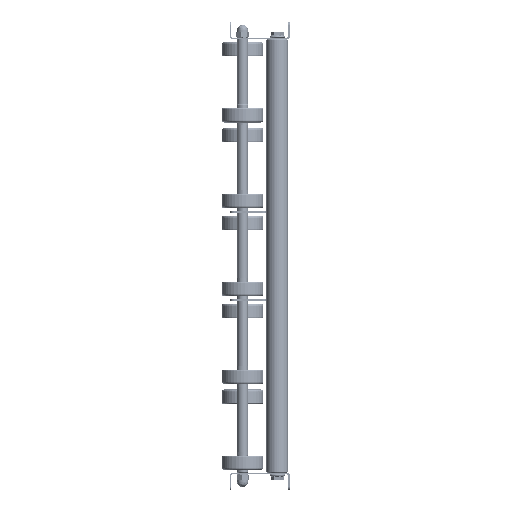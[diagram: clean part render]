
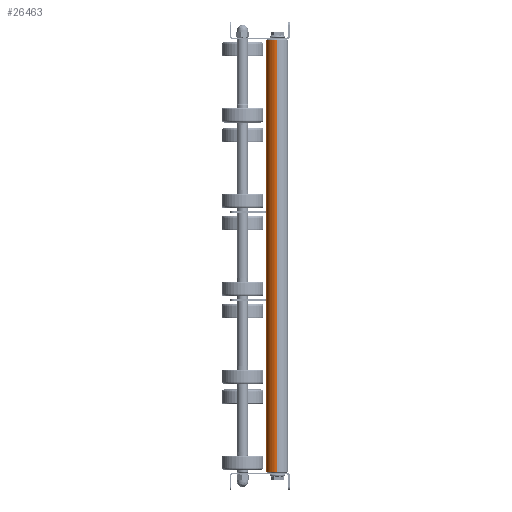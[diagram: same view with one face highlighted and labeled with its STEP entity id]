
A CAD part, left-side view. The second image highlights one B-rep face of the part: STEP entity #26463.
In plain terms, the highlighted cylindrical face has radius 12.5 mm (diameter 25 mm), a partial arc.
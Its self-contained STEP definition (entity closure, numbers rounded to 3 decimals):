
#1260 = EDGE_CURVE ( 'NONE', #22198, #6262, #18874, .T. ) ;
#2140 = ORIENTED_EDGE ( 'NONE', *, *, #1260, .T. ) ;
#2600 = DIRECTION ( 'NONE',  ( 0., 0., -1. ) ) ;
#2803 = CARTESIAN_POINT ( 'NONE',  ( 1., 0., -12.5 ) ) ;
#4608 = CYLINDRICAL_SURFACE ( 'NONE', #27168, 12.5 ) ;
#4967 = DIRECTION ( 'NONE',  ( 1., 0., 0. ) ) ;
#5071 = EDGE_CURVE ( 'NONE', #6262, #9031, #13428, .T. ) ;
#5166 = LINE ( 'NONE', #24455, #30081 ) ;
#5404 = CIRCLE ( 'NONE', #16492, 12.5 ) ;
#6259 = VERTEX_POINT ( 'NONE', #14765 ) ;
#6262 = VERTEX_POINT ( 'NONE', #2803 ) ;
#7497 = CARTESIAN_POINT ( 'NONE',  ( 499., 0., 0. ) ) ;
#9031 = VERTEX_POINT ( 'NONE', #14458 ) ;
#9686 = CARTESIAN_POINT ( 'NONE',  ( 1., 0., 0. ) ) ;
#10460 = DIRECTION ( 'NONE',  ( 0., 0., -1. ) ) ;
#11502 = EDGE_CURVE ( 'NONE', #6259, #9031, #5166, .T. ) ;
#12519 = DIRECTION ( 'NONE',  ( -1., 0., 0. ) ) ;
#12870 = EDGE_CURVE ( 'NONE', #6259, #22198, #5404, .T. ) ;
#13428 = CIRCLE ( 'NONE', #24089, 12.5 ) ;
#13660 = ORIENTED_EDGE ( 'NONE', *, *, #12870, .T. ) ;
#14458 = CARTESIAN_POINT ( 'NONE',  ( 1., 0., 12.5 ) ) ;
#14765 = CARTESIAN_POINT ( 'NONE',  ( 499., 0., 12.5 ) ) ;
#14769 = DIRECTION ( 'NONE',  ( -1., 0., 0. ) ) ;
#15324 = EDGE_LOOP ( 'NONE', ( #13660, #2140, #15458, #24205 ) ) ;
#15458 = ORIENTED_EDGE ( 'NONE', *, *, #5071, .T. ) ;
#16492 = AXIS2_PLACEMENT_3D ( 'NONE', #7497, #12519, #10460 ) ;
#18466 = CARTESIAN_POINT ( 'NONE',  ( 499., 0., -12.5 ) ) ;
#18874 = LINE ( 'NONE', #23948, #22806 ) ;
#22198 = VERTEX_POINT ( 'NONE', #18466 ) ;
#22806 = VECTOR ( 'NONE', #28228, 1000. ) ;
#23426 = DIRECTION ( 'NONE',  ( 0., 0., 1. ) ) ;
#23582 = CARTESIAN_POINT ( 'NONE',  ( 500., 0., 0. ) ) ;
#23899 = FACE_OUTER_BOUND ( 'NONE', #15324, .T. ) ;
#23948 = CARTESIAN_POINT ( 'NONE',  ( 500., 0., -12.5 ) ) ;
#24089 = AXIS2_PLACEMENT_3D ( 'NONE', #9686, #4967, #2600 ) ;
#24205 = ORIENTED_EDGE ( 'NONE', *, *, #11502, .F. ) ;
#24455 = CARTESIAN_POINT ( 'NONE',  ( 500., 0., 12.5 ) ) ;
#26463 = ADVANCED_FACE ( 'NONE', ( #23899 ), #4608, .T. ) ;
#27168 = AXIS2_PLACEMENT_3D ( 'NONE', #23582, #30693, #23426 ) ;
#28228 = DIRECTION ( 'NONE',  ( -1., 0., 0. ) ) ;
#30081 = VECTOR ( 'NONE', #14769, 1000. ) ;
#30693 = DIRECTION ( 'NONE',  ( -1., 0., 0. ) ) ;
